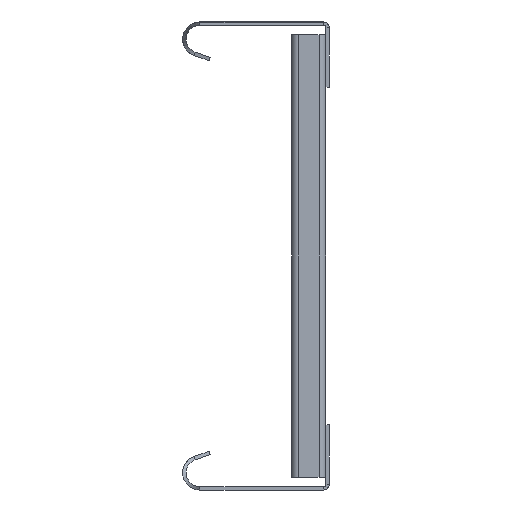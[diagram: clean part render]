
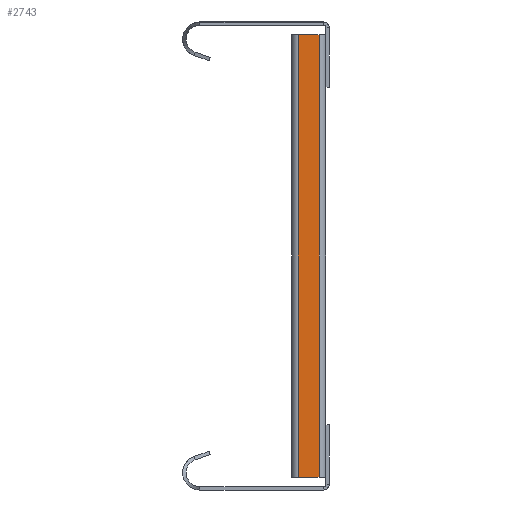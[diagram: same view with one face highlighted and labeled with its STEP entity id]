
A CAD part, left-side view. The second image highlights one B-rep face of the part: STEP entity #2743.
In plain terms, the highlighted planar face has unit normal (-1, 0, 0).
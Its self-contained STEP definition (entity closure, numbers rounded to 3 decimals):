
#47 = PLANE ( 'NONE',  #5587 ) ;
#68 = DIRECTION ( 'NONE',  ( 1., 0., 0. ) ) ;
#265 = CARTESIAN_POINT ( 'NONE',  ( -15., 12., 96.5 ) ) ;
#475 = ORIENTED_EDGE ( 'NONE', *, *, #4661, .F. ) ;
#524 = EDGE_CURVE ( 'NONE', #1410, #745, #1759, .T. ) ;
#612 = DIRECTION ( 'NONE',  ( 0., 0., 1. ) ) ;
#745 = VERTEX_POINT ( 'NONE', #265 ) ;
#771 = EDGE_CURVE ( 'NONE', #5338, #745, #2612, .T. ) ;
#1143 = VERTEX_POINT ( 'NONE', #5420 ) ;
#1410 = VERTEX_POINT ( 'NONE', #2288 ) ;
#1665 = VECTOR ( 'NONE', #1744, 1000. ) ;
#1744 = DIRECTION ( 'NONE',  ( 0., 1., 0. ) ) ;
#1759 = LINE ( 'NONE', #2694, #2700 ) ;
#1954 = LINE ( 'NONE', #3043, #1665 ) ;
#2075 = DIRECTION ( 'NONE',  ( 0., 1., 0. ) ) ;
#2288 = CARTESIAN_POINT ( 'NONE',  ( -15., 12., -96.5 ) ) ;
#2593 = VECTOR ( 'NONE', #2075, 1000. ) ;
#2612 = LINE ( 'NONE', #3767, #2593 ) ;
#2694 = CARTESIAN_POINT ( 'NONE',  ( -15., 12., -96.5 ) ) ;
#2700 = VECTOR ( 'NONE', #5236, 1000. ) ;
#2743 = ADVANCED_FACE ( 'NONE', ( #4468 ), #47, .F. ) ;
#2797 = CARTESIAN_POINT ( 'NONE',  ( -15., 3., -96.5 ) ) ;
#3043 = CARTESIAN_POINT ( 'NONE',  ( -15., 3., -96.5 ) ) ;
#3175 = DIRECTION ( 'NONE',  ( 0., 0., -1. ) ) ;
#3612 = ORIENTED_EDGE ( 'NONE', *, *, #771, .T. ) ;
#3764 = VECTOR ( 'NONE', #612, 1000. ) ;
#3767 = CARTESIAN_POINT ( 'NONE',  ( -15., 3., 96.5 ) ) ;
#3864 = ORIENTED_EDGE ( 'NONE', *, *, #5345, .T. ) ;
#3969 = LINE ( 'NONE', #2797, #3764 ) ;
#4468 = FACE_OUTER_BOUND ( 'NONE', #5329, .T. ) ;
#4661 = EDGE_CURVE ( 'NONE', #1143, #1410, #1954, .T. ) ;
#4754 = ORIENTED_EDGE ( 'NONE', *, *, #524, .F. ) ;
#4920 = CARTESIAN_POINT ( 'NONE',  ( -15., 3., 96.5 ) ) ;
#5236 = DIRECTION ( 'NONE',  ( 0., 0., 1. ) ) ;
#5263 = CARTESIAN_POINT ( 'NONE',  ( -15., 3., -96.5 ) ) ;
#5329 = EDGE_LOOP ( 'NONE', ( #3612, #4754, #475, #3864 ) ) ;
#5338 = VERTEX_POINT ( 'NONE', #4920 ) ;
#5345 = EDGE_CURVE ( 'NONE', #1143, #5338, #3969, .T. ) ;
#5420 = CARTESIAN_POINT ( 'NONE',  ( -15., 3., -96.5 ) ) ;
#5587 = AXIS2_PLACEMENT_3D ( 'NONE', #5263, #68, #3175 ) ;
